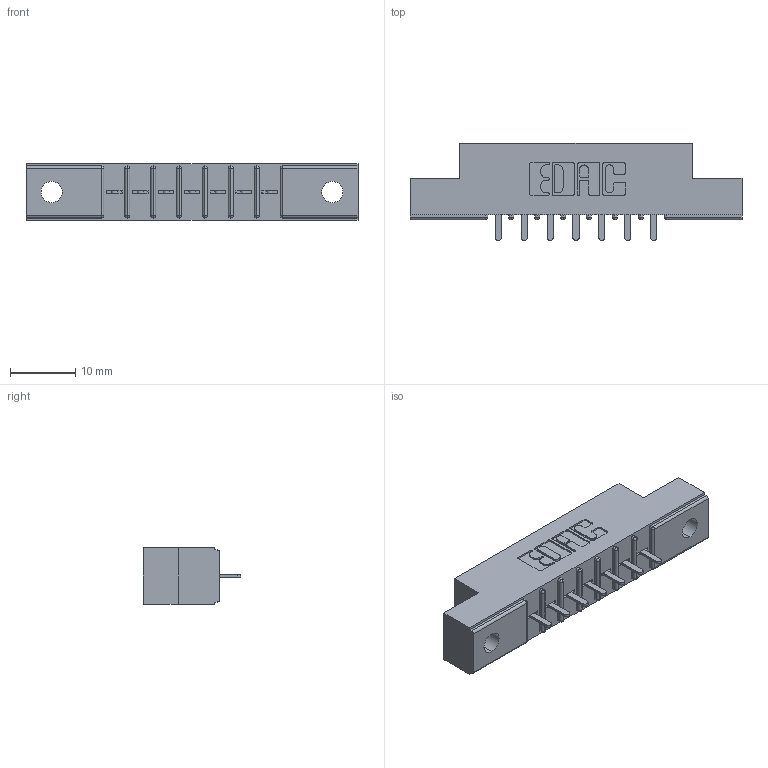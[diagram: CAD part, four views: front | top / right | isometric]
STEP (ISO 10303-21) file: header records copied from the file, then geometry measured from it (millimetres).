
FILE_DESCRIPTION (( 'STEP AP203' ), '1' );
FILE_NAME ('316-007-521-102.STEP', '2018-07-30T23:45:58', ( '' ), ( '' ), 'SwSTEP 2.0', 'SolidWorks 2016', '' );
FILE_SCHEMA (( 'CONFIG_CONTROL_DESIGN' ));
Length unit declared in the file: inch
Products named in the file (3): 306 Part_.128 Dia; 306-290-001_121; 316-007-521-102
Assembly tree (8 placements, depth 2):
  316-007-521-102
    306 Part_.128 Dia
    306-290-001_121  x7
Bounding box: 50.75 x 14.88 x 8.71 mm (x, y, z)
Volume: 3363 mm3; surface area: 4180.2 mm2
Topology: 8 solids, 8 shells, 606 faces, 1695 edges, 1090 vertices
Faces by surface type: plane 397, cylinder 181, sphere 28
Entity records: 11020 total; most frequent: CARTESIAN_POINT 1844, DIRECTION 1823, ORIENTED_EDGE 1822, EDGE_CURVE 911, LINE 693, VECTOR 693, VERTEX_POINT 586, AXIS2_PLACEMENT_3D 565
